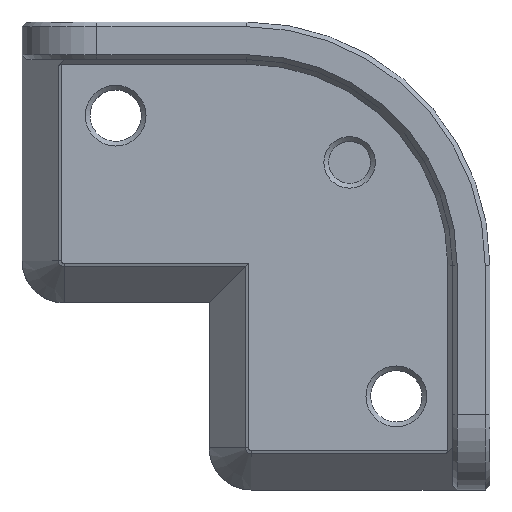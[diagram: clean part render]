
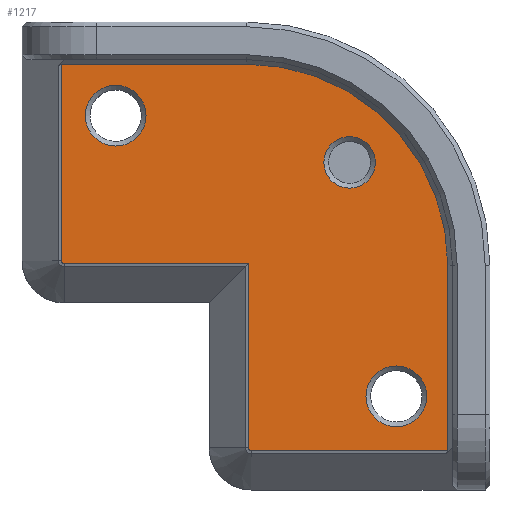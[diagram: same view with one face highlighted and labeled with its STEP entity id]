
A CAD part, top view. The second image highlights one B-rep face of the part: STEP entity #1217.
In plain terms, the highlighted planar face has unit normal (0, 0, 1).
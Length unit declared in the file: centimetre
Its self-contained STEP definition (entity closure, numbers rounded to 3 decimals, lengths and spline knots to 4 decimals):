
#171=VECTOR('',#1465,1.);
#177=VECTOR('',#1478,1.);
#179=VECTOR('',#1481,1.);
#183=VECTOR('',#1492,1.);
#185=VECTOR('',#1501,1.);
#186=VECTOR('',#1504,1.);
#297=LINE('',#1790,#171);
#303=LINE('',#1806,#177);
#305=LINE('',#1811,#179);
#309=LINE('',#1823,#183);
#311=LINE('',#1832,#185);
#312=LINE('',#1836,#186);
#421=VERTEX_POINT('',#1789);
#422=VERTEX_POINT('',#1791);
#425=VERTEX_POINT('',#1798);
#427=VERTEX_POINT('',#1805);
#429=VERTEX_POINT('',#1810);
#431=VERTEX_POINT('',#1816);
#433=VERTEX_POINT('',#1822);
#434=VERTEX_POINT('',#1827);
#435=VERTEX_POINT('',#1829);
#436=VERTEX_POINT('',#1831);
#437=VERTEX_POINT('',#1833);
#438=VERTEX_POINT('',#1835);
#498=CIRCLE('',#1299,0.0293);
#500=CIRCLE('',#1304,0.0293);
#502=CIRCLE('',#1308,0.325);
#503=CIRCLE('',#1309,0.275);
#504=CIRCLE('',#1310,0.325);
#505=CIRCLE('',#1311,2.1502);
#571=EDGE_CURVE('',#421,#422,#297,.T.);
#575=EDGE_CURVE('',#425,#421,#498,.T.);
#579=EDGE_CURVE('',#427,#425,#303,.T.);
#581=EDGE_CURVE('',#429,#427,#305,.T.);
#584=EDGE_CURVE('',#431,#429,#500,.T.);
#587=EDGE_CURVE('',#433,#431,#309,.T.);
#589=EDGE_CURVE('',#434,#434,#502,.T.);
#590=EDGE_CURVE('',#435,#435,#503,.T.);
#591=EDGE_CURVE('',#436,#436,#504,.T.);
#592=EDGE_CURVE('',#437,#433,#311,.T.);
#593=EDGE_CURVE('',#438,#437,#505,.T.);
#594=EDGE_CURVE('',#422,#438,#312,.T.);
#779=ORIENTED_EDGE('',*,*,#589,.F.);
#780=ORIENTED_EDGE('',*,*,#590,.F.);
#781=ORIENTED_EDGE('',*,*,#591,.F.);
#782=ORIENTED_EDGE('',*,*,#571,.F.);
#783=ORIENTED_EDGE('',*,*,#575,.F.);
#784=ORIENTED_EDGE('',*,*,#579,.F.);
#785=ORIENTED_EDGE('',*,*,#581,.F.);
#786=ORIENTED_EDGE('',*,*,#584,.F.);
#787=ORIENTED_EDGE('',*,*,#587,.F.);
#788=ORIENTED_EDGE('',*,*,#592,.F.);
#789=ORIENTED_EDGE('',*,*,#593,.F.);
#790=ORIENTED_EDGE('',*,*,#594,.F.);
#1039=EDGE_LOOP('',(#779));
#1040=EDGE_LOOP('',(#780));
#1041=EDGE_LOOP('',(#781));
#1042=EDGE_LOOP('',(#782,#783,#784,#785,#786,#787,#788,#789,#790));
#1128=FACE_BOUND('',#1039,.T.);
#1129=FACE_BOUND('',#1040,.T.);
#1130=FACE_BOUND('',#1041,.T.);
#1131=FACE_BOUND('',#1042,.T.);
#1217=ADVANCED_FACE('',(#1128,#1129,#1130,#1131),#2046,.T.);
#1299=AXIS2_PLACEMENT_3D('',#1799,#1471,#1472);
#1304=AXIS2_PLACEMENT_3D('',#1817,#1486,#1487);
#1307=AXIS2_PLACEMENT_3D('',#1825,#1494,$);
#1308=AXIS2_PLACEMENT_3D('',#1826,#1495,#1496);
#1309=AXIS2_PLACEMENT_3D('',#1828,#1497,#1498);
#1310=AXIS2_PLACEMENT_3D('',#1830,#1499,#1500);
#1311=AXIS2_PLACEMENT_3D('',#1834,#1502,#1503);
#1465=DIRECTION('',(0.,1.,0.));
#1471=DIRECTION('',(0.,0.,-1.));
#1472=DIRECTION('',(-0.021,-0.021,0.));
#1478=DIRECTION('',(-1.,0.,0.));
#1481=DIRECTION('',(0.,1.,0.));
#1486=DIRECTION('',(0.,0.,-1.));
#1487=DIRECTION('',(-0.021,-0.021,0.));
#1492=DIRECTION('',(-1.,0.,0.));
#1494=DIRECTION('',(0.,0.,1.));
#1495=DIRECTION('',(0.,0.,1.));
#1496=DIRECTION('',(-0.325,0.,0.));
#1497=DIRECTION('',(0.,0.,1.));
#1498=DIRECTION('',(-0.275,0.,0.));
#1499=DIRECTION('',(0.,0.,1.));
#1500=DIRECTION('',(-0.325,0.,0.));
#1501=DIRECTION('',(0.,-1.,0.));
#1502=DIRECTION('',(0.,0.,-1.));
#1503=DIRECTION('',(1.52,1.52,0.));
#1504=DIRECTION('',(1.,0.,0.));
#1789=CARTESIAN_POINT('',(0.4207,2.45,0.));
#1790=CARTESIAN_POINT('',(0.4207,2.5,0.));
#1791=CARTESIAN_POINT('',(0.4207,4.5502,0.));
#1798=CARTESIAN_POINT('',(0.45,2.4207,0.));
#1799=CARTESIAN_POINT('',(0.45,2.45,0.));
#1805=CARTESIAN_POINT('',(2.4207,2.4207,0.));
#1806=CARTESIAN_POINT('',(2.125,2.4207,0.));
#1810=CARTESIAN_POINT('',(2.4207,0.45,0.));
#1811=CARTESIAN_POINT('',(2.4207,2.125,0.));
#1816=CARTESIAN_POINT('',(2.45,0.4207,0.));
#1817=CARTESIAN_POINT('',(2.45,0.45,0.));
#1822=CARTESIAN_POINT('',(4.5502,0.4207,0.));
#1823=CARTESIAN_POINT('',(2.5,0.4207,0.));
#1825=CARTESIAN_POINT('',(2.5,2.5,0.));
#1826=CARTESIAN_POINT('',(1.,4.,0.));
#1827=CARTESIAN_POINT('',(1.325,4.,0.));
#1828=CARTESIAN_POINT('',(3.5,3.5,0.));
#1829=CARTESIAN_POINT('',(3.775,3.5,0.));
#1830=CARTESIAN_POINT('',(4.,1.,0.));
#1831=CARTESIAN_POINT('',(4.325,1.,0.));
#1832=CARTESIAN_POINT('',(4.5502,1.85,0.));
#1833=CARTESIAN_POINT('',(4.5502,2.4,0.));
#1834=CARTESIAN_POINT('',(2.4,2.4,0.));
#1835=CARTESIAN_POINT('',(2.4,4.5502,0.));
#1836=CARTESIAN_POINT('',(1.85,4.5502,0.));
#2046=PLANE('',#1307);
